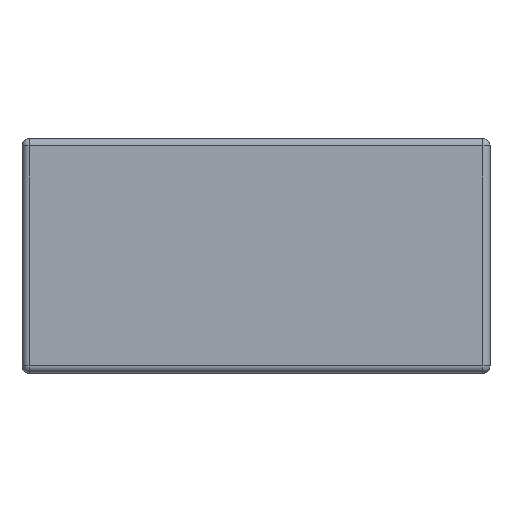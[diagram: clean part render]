
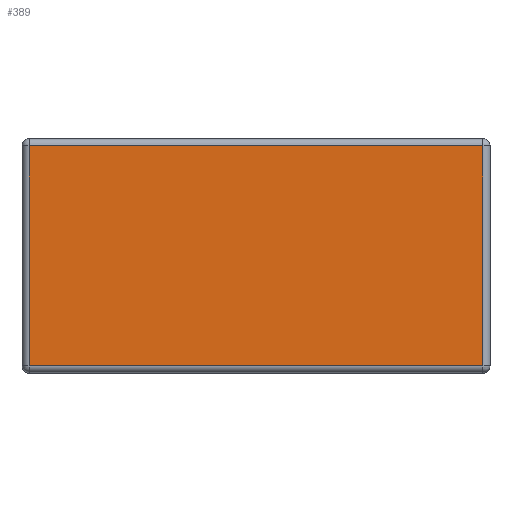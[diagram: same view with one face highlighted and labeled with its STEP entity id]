
A CAD part, top view. The second image highlights one B-rep face of the part: STEP entity #389.
In plain terms, the highlighted planar face has unit normal (0, 0, 1).
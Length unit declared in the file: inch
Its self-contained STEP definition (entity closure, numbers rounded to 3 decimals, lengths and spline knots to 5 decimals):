
#225 = VERTEX_POINT ( 'NONE', #1270 ) ;
#227 = VERTEX_POINT ( 'NONE', #1269 ) ;
#230 = ORIENTED_EDGE ( 'NONE', *, *, #231, .T. ) ;
#231 = EDGE_CURVE ( 'NONE', #225, #250, #1262, .T. ) ;
#232 = ORIENTED_EDGE ( 'NONE', *, *, #240, .T. ) ;
#238 = ORIENTED_EDGE ( 'NONE', *, *, #239, .T. ) ;
#239 = EDGE_CURVE ( 'NONE', #362, #227, #1304, .T. ) ;
#240 = EDGE_CURVE ( 'NONE', #227, #225, #1300, .T. ) ;
#247 = EDGE_LOOP ( 'NONE', ( #248, #238, #232, #230 ) ) ;
#248 = ORIENTED_EDGE ( 'NONE', *, *, #249, .T. ) ;
#249 = EDGE_CURVE ( 'NONE', #250, #362, #1383, .T. ) ;
#250 = VERTEX_POINT ( 'NONE', #1516 ) ;
#362 = VERTEX_POINT ( 'NONE', #1546 ) ;
#389 = ADVANCED_FACE ( 'NONE', ( #1709 ), #1708, .F. ) ;
#1259 = DIRECTION ( 'NONE',  ( 0., 1., 0. ) ) ;
#1260 = VECTOR ( 'NONE', #1259, 39.37008 ) ;
#1261 = CARTESIAN_POINT ( 'NONE',  ( 0.485, 0.25, 0.1875 ) ) ;
#1262 = LINE ( 'NONE', #1261, #1260 ) ;
#1269 = CARTESIAN_POINT ( 'NONE',  ( -0.485, -0.235, 0.1875 ) ) ;
#1270 = CARTESIAN_POINT ( 'NONE',  ( 0.485, -0.235, 0.1875 ) ) ;
#1297 = DIRECTION ( 'NONE',  ( 1., 0., 0. ) ) ;
#1298 = VECTOR ( 'NONE', #1297, 39.37008 ) ;
#1299 = CARTESIAN_POINT ( 'NONE',  ( -0.5, -0.235, 0.1875 ) ) ;
#1300 = LINE ( 'NONE', #1299, #1298 ) ;
#1301 = DIRECTION ( 'NONE',  ( 0., -1., 0. ) ) ;
#1302 = VECTOR ( 'NONE', #1301, 39.37008 ) ;
#1303 = CARTESIAN_POINT ( 'NONE',  ( -0.485, 0.25, 0.1875 ) ) ;
#1304 = LINE ( 'NONE', #1303, #1302 ) ;
#1380 = DIRECTION ( 'NONE',  ( -1., 0., 0. ) ) ;
#1381 = VECTOR ( 'NONE', #1380, 39.37008 ) ;
#1382 = CARTESIAN_POINT ( 'NONE',  ( -0.5, 0.235, 0.1875 ) ) ;
#1383 = LINE ( 'NONE', #1382, #1381 ) ;
#1516 = CARTESIAN_POINT ( 'NONE',  ( 0.485, 0.235, 0.1875 ) ) ;
#1546 = CARTESIAN_POINT ( 'NONE',  ( -0.485, 0.235, 0.1875 ) ) ;
#1704 = DIRECTION ( 'NONE',  ( -1., 0., 0. ) ) ;
#1705 = DIRECTION ( 'NONE',  ( 0., 0., -1. ) ) ;
#1706 = CARTESIAN_POINT ( 'NONE',  ( -0.5, 0.25, 0.1875 ) ) ;
#1707 = AXIS2_PLACEMENT_3D ( 'NONE', #1706, #1705, #1704 ) ;
#1708 = PLANE ( 'NONE',  #1707 ) ;
#1709 = FACE_OUTER_BOUND ( 'NONE', #247, .T. ) ;
